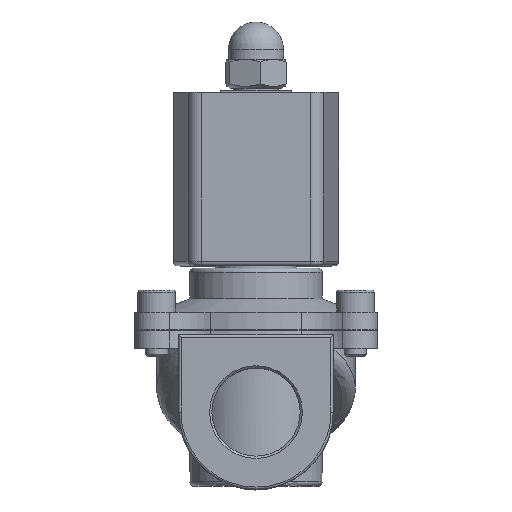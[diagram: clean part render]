
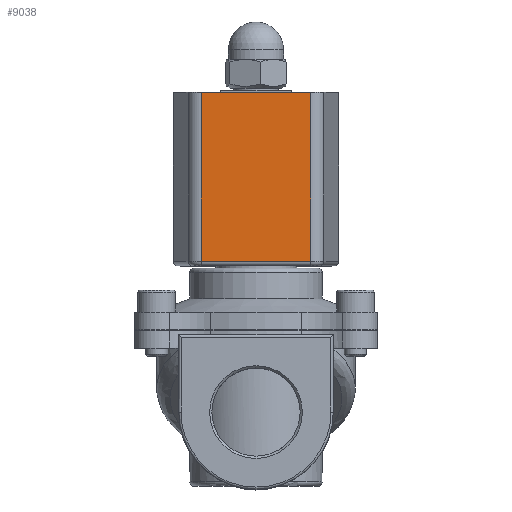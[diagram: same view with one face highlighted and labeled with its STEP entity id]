
A CAD part, top view. The second image highlights one B-rep face of the part: STEP entity #9038.
In plain terms, the highlighted planar face has unit normal (0, 0, 1).
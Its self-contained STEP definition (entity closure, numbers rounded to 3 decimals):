
#540=PLANE('',#9951);
#948=FACE_OUTER_BOUND('',#1446,.T.);
#1446=EDGE_LOOP('',(#7479,#7480,#7481,#7482));
#2490=LINE('',#16390,#3091);
#2512=LINE('',#16580,#3113);
#2513=LINE('',#16583,#3114);
#2514=LINE('',#16584,#3115);
#3091=VECTOR('',#11972,10.);
#3113=VECTOR('',#12112,10.);
#3114=VECTOR('',#12115,10.);
#3115=VECTOR('',#12116,10.);
#3968=VERTEX_POINT('',#16384);
#3969=VERTEX_POINT('',#16388);
#4001=VERTEX_POINT('',#16578);
#4002=VERTEX_POINT('',#16582);
#5146=EDGE_CURVE('',#3969,#3968,#2490,.T.);
#5205=EDGE_CURVE('',#4001,#3969,#2512,.T.);
#5206=EDGE_CURVE('',#4002,#4001,#2513,.T.);
#5207=EDGE_CURVE('',#3968,#4002,#2514,.T.);
#7479=ORIENTED_EDGE('',*,*,#5146,.F.);
#7480=ORIENTED_EDGE('',*,*,#5205,.F.);
#7481=ORIENTED_EDGE('',*,*,#5206,.F.);
#7482=ORIENTED_EDGE('',*,*,#5207,.F.);
#9038=ADVANCED_FACE('',(#948),#540,.T.);
#9951=AXIS2_PLACEMENT_3D('',#16581,#12113,#12114);
#11972=DIRECTION('',(-1.,0.,0.));
#12112=DIRECTION('',(0.,-1.,0.));
#12113=DIRECTION('center_axis',(0.,0.,1.));
#12114=DIRECTION('ref_axis',(1.,0.,0.));
#12115=DIRECTION('',(1.,0.,0.));
#12116=DIRECTION('',(0.,1.,0.));
#16384=CARTESIAN_POINT('',(-12.422,34.2,72.5));
#16388=CARTESIAN_POINT('',(12.422,34.2,72.5));
#16390=CARTESIAN_POINT('',(-7.5,34.2,72.5));
#16578=CARTESIAN_POINT('',(12.422,72.5,72.5));
#16580=CARTESIAN_POINT('',(12.422,33.2,72.5));
#16581=CARTESIAN_POINT('Origin',(-15.,33.2,72.5));
#16582=CARTESIAN_POINT('',(-12.422,72.5,72.5));
#16583=CARTESIAN_POINT('',(-15.,72.5,72.5));
#16584=CARTESIAN_POINT('',(-12.422,33.2,72.5));
